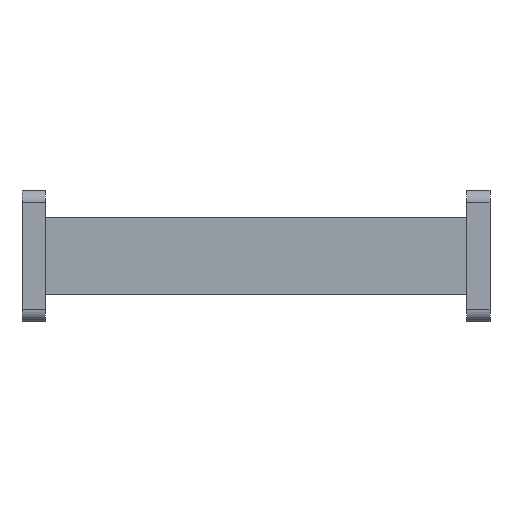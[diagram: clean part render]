
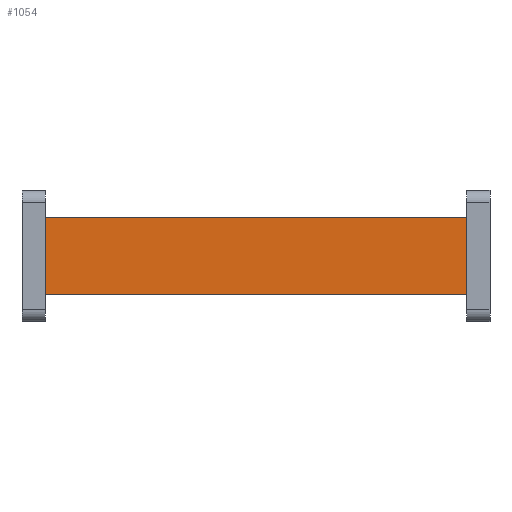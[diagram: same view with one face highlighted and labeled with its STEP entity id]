
A CAD part, front view. The second image highlights one B-rep face of the part: STEP entity #1054.
In plain terms, the highlighted planar face has unit normal (0, -1, 0).
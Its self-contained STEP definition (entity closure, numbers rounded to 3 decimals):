
#14 = DIRECTION ( 'NONE',  ( 0., 0., 1. ) ) ;
#58 = LINE ( 'NONE', #995, #728 ) ;
#68 = DIRECTION ( 'NONE',  ( 0., 0., -1. ) ) ;
#87 = VERTEX_POINT ( 'NONE', #1078 ) ;
#92 = VECTOR ( 'NONE', #14, 1000. ) ;
#109 = CARTESIAN_POINT ( 'NONE',  ( -36., -3.325, 6.5 ) ) ;
#186 = DIRECTION ( 'NONE',  ( 1., 0., 0. ) ) ;
#200 = CARTESIAN_POINT ( 'NONE',  ( -36., -3.325, -6.5 ) ) ;
#292 = EDGE_CURVE ( 'NONE', #1147, #647, #58, .T. ) ;
#306 = ORIENTED_EDGE ( 'NONE', *, *, #1000, .T. ) ;
#363 = LINE ( 'NONE', #109, #92 ) ;
#404 = LINE ( 'NONE', #1312, #1428 ) ;
#416 = CARTESIAN_POINT ( 'NONE',  ( -40.002, -3.325, 6.5 ) ) ;
#482 = CARTESIAN_POINT ( 'NONE',  ( 36., -3.325, -6.5 ) ) ;
#510 = EDGE_LOOP ( 'NONE', ( #668, #1300, #306, #768 ) ) ;
#532 = DIRECTION ( 'NONE',  ( 1., 0., 0. ) ) ;
#543 = CARTESIAN_POINT ( 'NONE',  ( -40.002, -3.325, 6.5 ) ) ;
#627 = EDGE_CURVE ( 'NONE', #1147, #87, #363, .T. ) ;
#646 = PLANE ( 'NONE',  #1163 ) ;
#647 = VERTEX_POINT ( 'NONE', #482 ) ;
#668 = ORIENTED_EDGE ( 'NONE', *, *, #627, .F. ) ;
#728 = VECTOR ( 'NONE', #532, 1000. ) ;
#756 = CARTESIAN_POINT ( 'NONE',  ( 36., -3.325, 6.5 ) ) ;
#762 = VECTOR ( 'NONE', #186, 1000. ) ;
#768 = ORIENTED_EDGE ( 'NONE', *, *, #1124, .F. ) ;
#769 = LINE ( 'NONE', #543, #762 ) ;
#896 = FACE_OUTER_BOUND ( 'NONE', #510, .T. ) ;
#995 = CARTESIAN_POINT ( 'NONE',  ( -40.002, -3.325, -6.5 ) ) ;
#1000 = EDGE_CURVE ( 'NONE', #647, #1011, #404, .T. ) ;
#1011 = VERTEX_POINT ( 'NONE', #756 ) ;
#1054 = ADVANCED_FACE ( 'NONE', ( #896 ), #646, .T. ) ;
#1078 = CARTESIAN_POINT ( 'NONE',  ( -36., -3.325, 6.5 ) ) ;
#1124 = EDGE_CURVE ( 'NONE', #87, #1011, #769, .T. ) ;
#1130 = DIRECTION ( 'NONE',  ( 0., -1., 0. ) ) ;
#1147 = VERTEX_POINT ( 'NONE', #200 ) ;
#1163 = AXIS2_PLACEMENT_3D ( 'NONE', #416, #1130, #68 ) ;
#1300 = ORIENTED_EDGE ( 'NONE', *, *, #292, .T. ) ;
#1312 = CARTESIAN_POINT ( 'NONE',  ( 36., -3.325, 6.5 ) ) ;
#1325 = DIRECTION ( 'NONE',  ( 0., 0., 1. ) ) ;
#1428 = VECTOR ( 'NONE', #1325, 1000. ) ;
